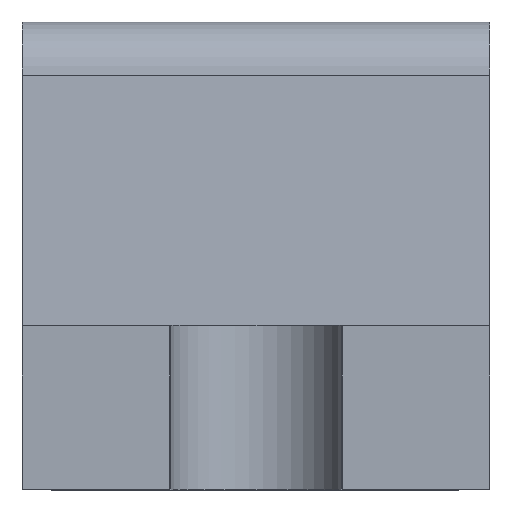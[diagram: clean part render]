
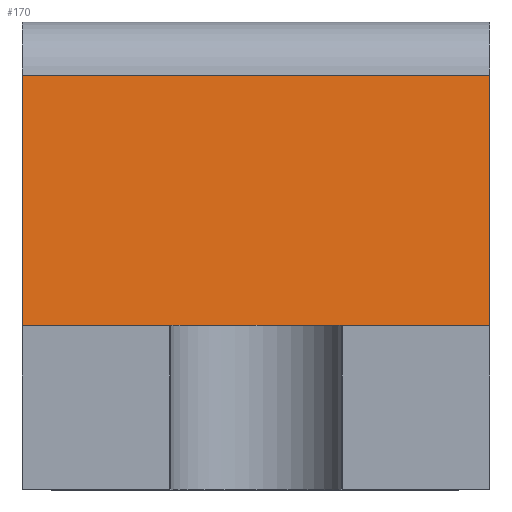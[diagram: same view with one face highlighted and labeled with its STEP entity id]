
A CAD part, front view. The second image highlights one B-rep face of the part: STEP entity #170.
In plain terms, the highlighted planar face has unit normal (0, -0.996, 0.087).
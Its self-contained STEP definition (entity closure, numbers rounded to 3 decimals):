
#35 = CARTESIAN_POINT ( 'NONE',  ( 0.4, -0.55, 0. ) ) ;
#110 = DIRECTION ( 'NONE',  ( -1., 0., 0. ) ) ;
#128 = EDGE_CURVE ( 'NONE', #2262, #629, #1001, .T. ) ;
#166 = CARTESIAN_POINT ( 'NONE',  ( 0.4, -0.512, 0.429 ) ) ;
#170 = ADVANCED_FACE ( 'NONE', ( #1569 ), #2139, .F. ) ;
#524 = CARTESIAN_POINT ( 'NONE',  ( -0.4, -0.512, 0.429 ) ) ;
#629 = VERTEX_POINT ( 'NONE', #524 ) ;
#699 = DIRECTION ( 'NONE',  ( 0., 0.996, -0.087 ) ) ;
#722 = ORIENTED_EDGE ( 'NONE', *, *, #128, .T. ) ;
#901 = DIRECTION ( 'NONE',  ( 0., 0.087, 0.996 ) ) ;
#935 = VERTEX_POINT ( 'NONE', #1945 ) ;
#975 = EDGE_CURVE ( 'NONE', #1656, #935, #992, .T. ) ;
#992 = LINE ( 'NONE', #1753, #1683 ) ;
#996 = DIRECTION ( 'NONE',  ( 0., -0.087, -0.996 ) ) ;
#1001 = LINE ( 'NONE', #1378, #1139 ) ;
#1042 = DIRECTION ( 'NONE',  ( -1., 0., 0. ) ) ;
#1139 = VECTOR ( 'NONE', #1042, 1000. ) ;
#1210 = CARTESIAN_POINT ( 'NONE',  ( -0.4, -0.55, 0. ) ) ;
#1244 = DIRECTION ( 'NONE',  ( 0., -0.087, -0.996 ) ) ;
#1270 = ORIENTED_EDGE ( 'NONE', *, *, #1570, .F. ) ;
#1378 = CARTESIAN_POINT ( 'NONE',  ( 0.4, -0.512, 0.429 ) ) ;
#1385 = VECTOR ( 'NONE', #996, 1000. ) ;
#1520 = AXIS2_PLACEMENT_3D ( 'NONE', #1770, #699, #901 ) ;
#1569 = FACE_OUTER_BOUND ( 'NONE', #2065, .T. ) ;
#1570 = EDGE_CURVE ( 'NONE', #2262, #1656, #2204, .T. ) ;
#1617 = ORIENTED_EDGE ( 'NONE', *, *, #2127, .T. ) ;
#1656 = VERTEX_POINT ( 'NONE', #1901 ) ;
#1683 = VECTOR ( 'NONE', #110, 1000. ) ;
#1753 = CARTESIAN_POINT ( 'NONE',  ( 0.4, -0.55, 0. ) ) ;
#1770 = CARTESIAN_POINT ( 'NONE',  ( 0.4, -0.55, 0. ) ) ;
#1901 = CARTESIAN_POINT ( 'NONE',  ( 0.4, -0.55, 0. ) ) ;
#1945 = CARTESIAN_POINT ( 'NONE',  ( -0.4, -0.55, 0. ) ) ;
#2065 = EDGE_LOOP ( 'NONE', ( #1617, #2369, #1270, #722 ) ) ;
#2127 = EDGE_CURVE ( 'NONE', #629, #935, #2200, .T. ) ;
#2139 = PLANE ( 'NONE',  #1520 ) ;
#2169 = VECTOR ( 'NONE', #1244, 1000. ) ;
#2200 = LINE ( 'NONE', #1210, #2169 ) ;
#2204 = LINE ( 'NONE', #35, #1385 ) ;
#2262 = VERTEX_POINT ( 'NONE', #166 ) ;
#2369 = ORIENTED_EDGE ( 'NONE', *, *, #975, .F. ) ;
